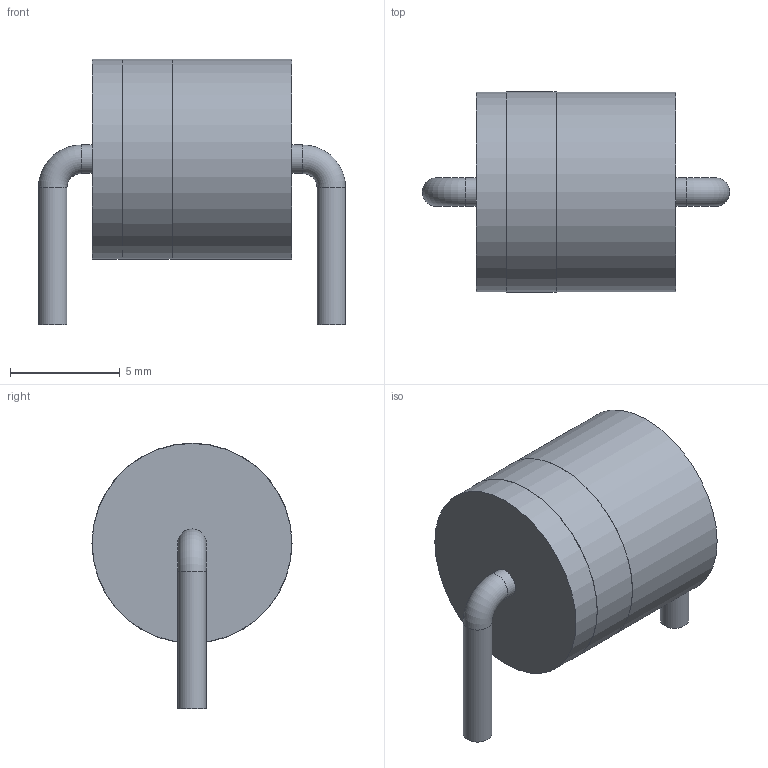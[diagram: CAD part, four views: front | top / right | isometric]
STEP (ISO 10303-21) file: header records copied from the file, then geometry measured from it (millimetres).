
FILE_DESCRIPTION(('FreeCAD Model'),'2;1');
FILE_NAME('D_P600_R-6_P12.70mm_Horizontal.step','2017-11-24T18:03:16',( 'kicad StepUp'),('ksu MCAD'),'Open CASCADE STEP processor 7.1', 'FreeCAD','Unknown');
FILE_SCHEMA(('AUTOMOTIVE_DESIGN { 1 0 10303 214 1 1 1 1 }'));
Length unit declared in the file: millimetre
Products named in the file (1): D_P600_R-6_P12.70mm_Horizontal
Bounding box: 14 x 9.12 x 12.11 mm (x, y, z)
Volume: 615.8 mm3; surface area: 462.8 mm2
Topology: 1 solids, 1 shells, 15 faces, 23 edges, 14 vertices
Faces by surface type: cylinder 7, plane 6, torus 2
Full cylindrical faces by diameter (mm): 1.3 x4, 9.1 x2, 9.12 x1
Entity records: 300 total; most frequent: ORIENTED_EDGE 43, CARTESIAN_POINT 33, AXIS2_PLACEMENT_3D 29, EDGE_CURVE 23, FACE_BOUND 19, EDGE_LOOP 19, DIRECTION 17, CIRCLE 16
